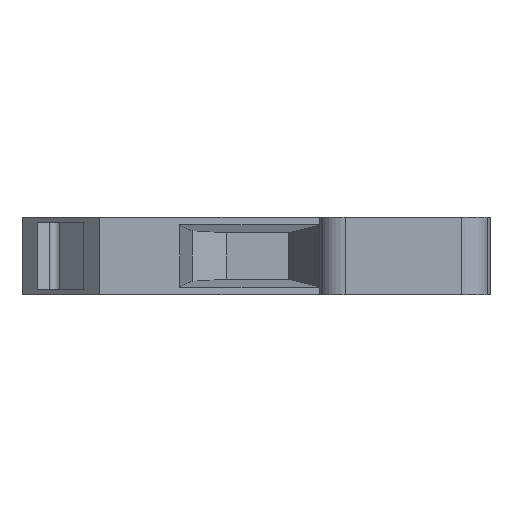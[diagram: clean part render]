
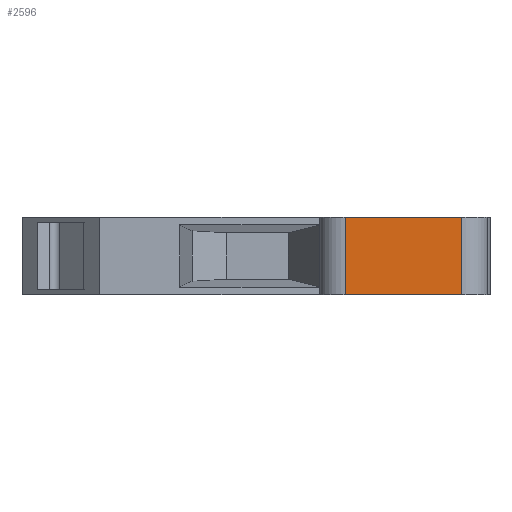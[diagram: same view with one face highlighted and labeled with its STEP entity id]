
A CAD part, left-side view. The second image highlights one B-rep face of the part: STEP entity #2596.
In plain terms, the highlighted planar face has unit normal (-1, 0, 0).
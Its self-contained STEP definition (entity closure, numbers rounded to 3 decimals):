
#220=DIRECTION('',(0.,-1.,0.));
#221=VECTOR('',#220,9.);
#222=CARTESIAN_POINT('',(-28.5,-6.9,-3.));
#223=LINE('',#222,#221);
#528=DIRECTION('',(0.,0.,1.));
#529=VECTOR('',#528,6.);
#530=CARTESIAN_POINT('',(-28.5,-15.9,-3.));
#531=LINE('',#530,#529);
#532=DIRECTION('',(0.,0.,1.));
#533=VECTOR('',#532,6.);
#534=CARTESIAN_POINT('',(-28.5,-6.9,-3.));
#535=LINE('',#534,#533);
#1046=DIRECTION('',(0.,-1.,0.));
#1047=VECTOR('',#1046,9.);
#1048=CARTESIAN_POINT('',(-28.5,-6.9,3.));
#1049=LINE('',#1048,#1047);
#1538=CARTESIAN_POINT('',(-28.5,-6.9,-3.));
#1539=VERTEX_POINT('',#1538);
#1540=CARTESIAN_POINT('',(-28.5,-15.9,-3.));
#1541=VERTEX_POINT('',#1540);
#1704=CARTESIAN_POINT('',(-28.5,-6.9,3.));
#1705=VERTEX_POINT('',#1704);
#1706=CARTESIAN_POINT('',(-28.5,-15.9,3.));
#1707=VERTEX_POINT('',#1706);
#2583=CARTESIAN_POINT('',(-28.5,-6.9,-3.));
#2584=DIRECTION('',(-1.,0.,0.));
#2585=DIRECTION('',(0.,-1.,0.));
#2586=AXIS2_PLACEMENT_3D('',#2583,#2584,#2585);
#2587=PLANE('',#2586);
#2588=ORIENTED_EDGE('',*,*,#1987,.F.);
#2590=ORIENTED_EDGE('',*,*,#2589,.T.);
#2592=ORIENTED_EDGE('',*,*,#2591,.T.);
#2593=ORIENTED_EDGE('',*,*,#2575,.F.);
#2594=EDGE_LOOP('',(#2588,#2590,#2592,#2593));
#2595=FACE_OUTER_BOUND('',#2594,.F.);
#1987=EDGE_CURVE('',#1539,#1541,#223,.T.);
#2575=EDGE_CURVE('',#1541,#1707,#531,.T.);
#2589=EDGE_CURVE('',#1539,#1705,#535,.T.);
#2591=EDGE_CURVE('',#1705,#1707,#1049,.T.);
#2596=ADVANCED_FACE('',(#2595),#2587,.T.);
